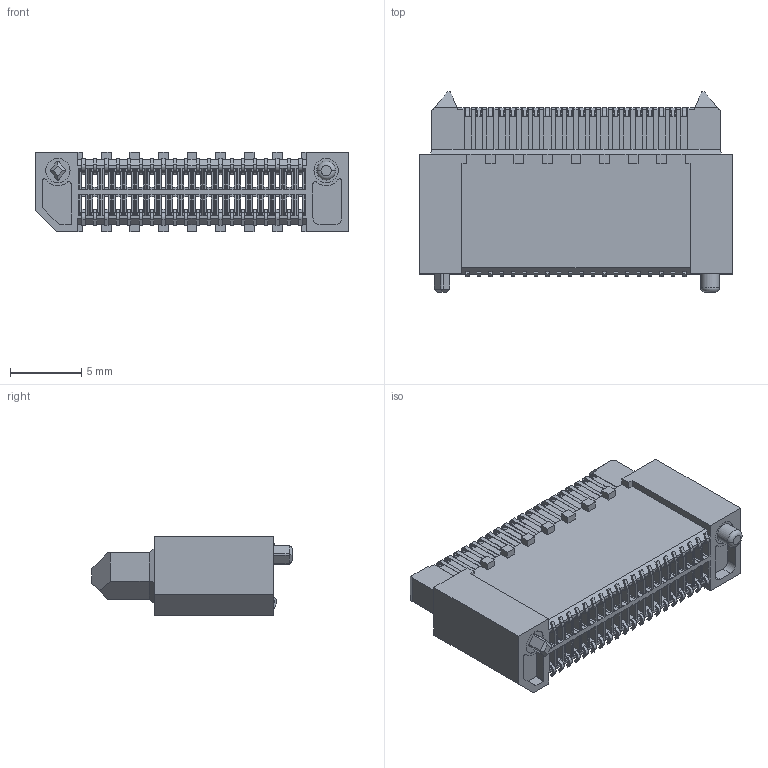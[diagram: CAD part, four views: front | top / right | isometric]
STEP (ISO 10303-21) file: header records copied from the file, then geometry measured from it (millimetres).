
FILE_DESCRIPTION((''),'2;1');
FILE_NAME('FBB08005-F40S3103K6MH90','2023-05-17T',('工程三'),(''),'PRO/ENGINEER BY PARAMETRIC TECHNOLOGY CORPORATION, 2010280','PRO/ENGINEER BY PARAMETRIC TECHNOLOGY CORPORATION, 2010280','');
FILE_SCHEMA(('CONFIG_CONTROL_DESIGN'));
Length unit declared in the file: millimetre
Products named in the file (1): FBB08005-F40S3103K6MH90
Bounding box: 22 x 14.04 x 5.6 mm (x, y, z)
Volume: 898.7 mm3; surface area: 2673.8 mm2
Topology: 1 solids, 1 shells, 1910 faces, 5775 edges, 3674 vertices
Faces by surface type: plane 1667, cylinder 241, torus 2
Entity records: 63767 total; most frequent: CARTESIAN_POINT 11987, ORIENTED_EDGE 11550, DIRECTION 9829, EDGE_CURVE 5775, VECTOR 4965, LINE 4965, VERTEX_POINT 3674, AXIS2_PLACEMENT_3D 2432
